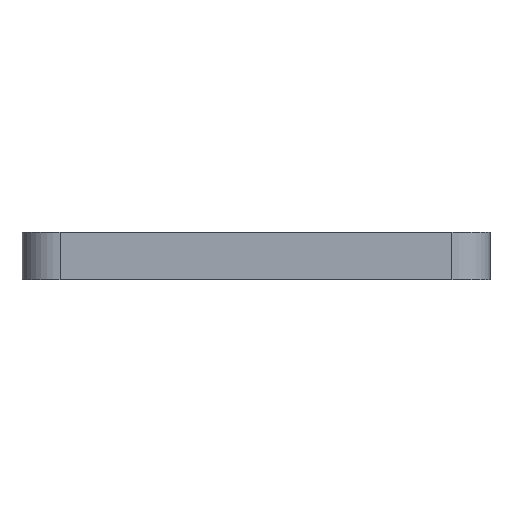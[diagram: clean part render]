
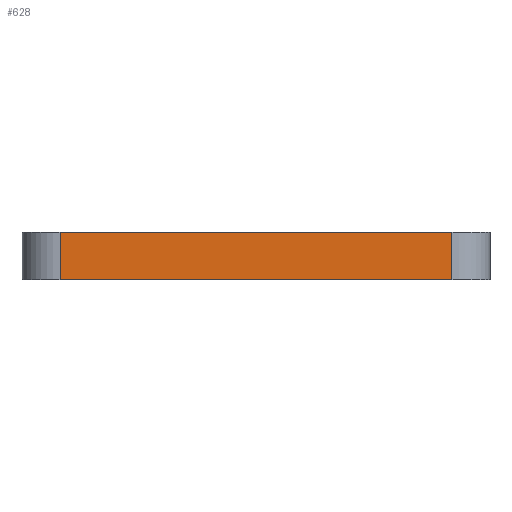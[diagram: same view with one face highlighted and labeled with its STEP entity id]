
A CAD part, left-side view. The second image highlights one B-rep face of the part: STEP entity #628.
In plain terms, the highlighted planar face has unit normal (-1, 0, 0).
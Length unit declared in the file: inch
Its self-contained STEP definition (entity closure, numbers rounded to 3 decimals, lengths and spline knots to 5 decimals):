
#6 = CARTESIAN_POINT ( 'NONE',  ( -1.34449, 0.81102, -0.19685 ) ) ;
#14 = CARTESIAN_POINT ( 'NONE',  ( -1.34449, -0.81102, 0. ) ) ;
#32 = VERTEX_POINT ( 'NONE', #317 ) ;
#55 = VERTEX_POINT ( 'NONE', #6 ) ;
#63 = ORIENTED_EDGE ( 'NONE', *, *, #726, .T. ) ;
#66 = EDGE_LOOP ( 'NONE', ( #130, #247, #729, #63 ) ) ;
#108 = DIRECTION ( 'NONE',  ( 0., 0., -1. ) ) ;
#113 = AXIS2_PLACEMENT_3D ( 'NONE', #164, #658, #233 ) ;
#130 = ORIENTED_EDGE ( 'NONE', *, *, #338, .F. ) ;
#159 = DIRECTION ( 'NONE',  ( 0., -1., 0. ) ) ;
#164 = CARTESIAN_POINT ( 'NONE',  ( -1.34449, -0.9685, -0.19685 ) ) ;
#233 = DIRECTION ( 'NONE',  ( 0., 0., 1. ) ) ;
#244 = VECTOR ( 'NONE', #108, 39.37008 ) ;
#247 = ORIENTED_EDGE ( 'NONE', *, *, #518, .T. ) ;
#317 = CARTESIAN_POINT ( 'NONE',  ( -1.34449, -0.81102, -0.19685 ) ) ;
#323 = VECTOR ( 'NONE', #478, 39.37008 ) ;
#338 = EDGE_CURVE ( 'NONE', #419, #670, #703, .T. ) ;
#340 = EDGE_CURVE ( 'NONE', #55, #32, #718, .T. ) ;
#358 = CARTESIAN_POINT ( 'NONE',  ( -1.34449, -0.9685, -0.19685 ) ) ;
#419 = VERTEX_POINT ( 'NONE', #659 ) ;
#423 = FACE_OUTER_BOUND ( 'NONE', #66, .T. ) ;
#478 = DIRECTION ( 'NONE',  ( 0., -1., 0. ) ) ;
#508 = CARTESIAN_POINT ( 'NONE',  ( -1.34449, -0.81102, -0.19685 ) ) ;
#518 = EDGE_CURVE ( 'NONE', #419, #55, #664, .T. ) ;
#547 = PLANE ( 'NONE',  #113 ) ;
#553 = DIRECTION ( 'NONE',  ( 0., 0., 1. ) ) ;
#622 = LINE ( 'NONE', #508, #673 ) ;
#628 = ADVANCED_FACE ( 'NONE', ( #423 ), #547, .T. ) ;
#653 = CARTESIAN_POINT ( 'NONE',  ( -1.34449, -0.9685, 0. ) ) ;
#658 = DIRECTION ( 'NONE',  ( -1., 0., 0. ) ) ;
#659 = CARTESIAN_POINT ( 'NONE',  ( -1.34449, 0.81102, 0. ) ) ;
#664 = LINE ( 'NONE', #668, #244 ) ;
#668 = CARTESIAN_POINT ( 'NONE',  ( -1.34449, 0.81102, -0.19685 ) ) ;
#670 = VERTEX_POINT ( 'NONE', #14 ) ;
#673 = VECTOR ( 'NONE', #553, 39.37008 ) ;
#703 = LINE ( 'NONE', #653, #323 ) ;
#718 = LINE ( 'NONE', #358, #758 ) ;
#726 = EDGE_CURVE ( 'NONE', #32, #670, #622, .T. ) ;
#729 = ORIENTED_EDGE ( 'NONE', *, *, #340, .T. ) ;
#758 = VECTOR ( 'NONE', #159, 39.37008 ) ;
